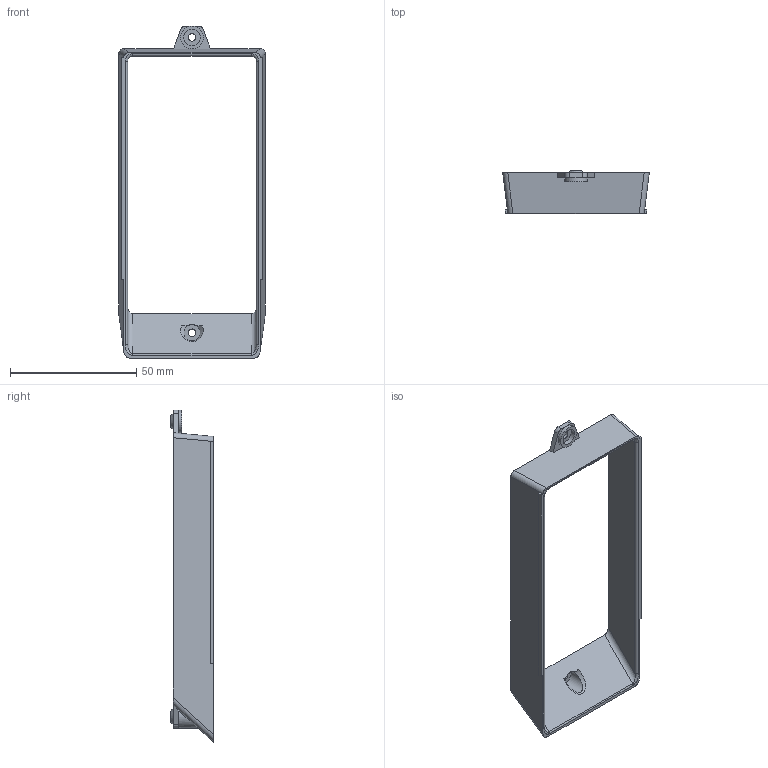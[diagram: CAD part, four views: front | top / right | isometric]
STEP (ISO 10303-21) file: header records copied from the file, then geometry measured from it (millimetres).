
FILE_DESCRIPTION(/* description */ ('STEP AP242','CAx-IF Rec.Pracs.---Representation and Presentation of Product Manufacturing Information (PMI)---4.0---2014-10-13','CAx-IF Rec.Pracs.---3D Tessellated Geometry---0.4---2014-09-14','2;1'),/* implementation_level */ '2;1');
FILE_NAME(/* name */ '66a6764c35e74c5c0c76e666',/* time_stamp */ '2024-07-28T16:48:13Z',/* author */ (''),/* organization */ (''),/* preprocessor_version */ 'ST-DEVELOPER v20',/* originating_system */ ' ',/* authorisation */ ' ');
FILE_SCHEMA (('AP242_MANAGED_MODEL_BASED_3D_ENGINEERING_MIM_LF { 1 0 10303 442 1 1 4 }'));
Length unit declared in the file: metre
Products named in the file (2): Chute
Assembly tree (1 placements, depth 2):
  Chute
    Chute
Bounding box: 58 x 17 x 131.5 mm (x, y, z)
Volume: 13298.5 mm3; surface area: 13529 mm2
Topology: 1 solids, 1 shells, 67 faces, 173 edges, 112 vertices
Faces by surface type: plane 38, cylinder 22, bspline 3, cone 2, torus 2
Full cylindrical faces by diameter (mm): 3 x2, 6.5 x2, 9 x1
Entity records: 2234 total; most frequent: CARTESIAN_POINT 560, DIRECTION 345, ORIENTED_EDGE 328, EDGE_CURVE 164, AXIS2_PLACEMENT_3D 123, VERTEX_POINT 110, LINE 99, VECTOR 99
